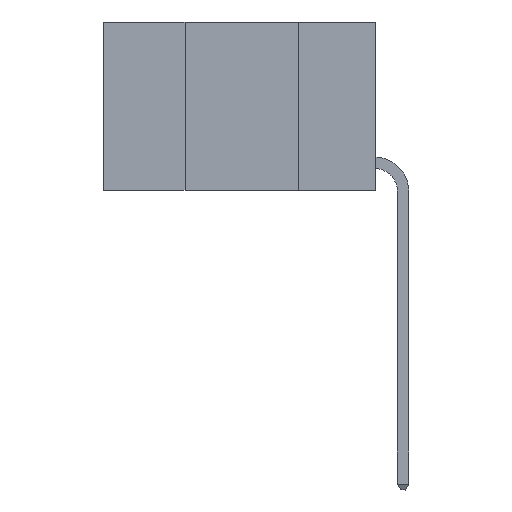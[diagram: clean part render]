
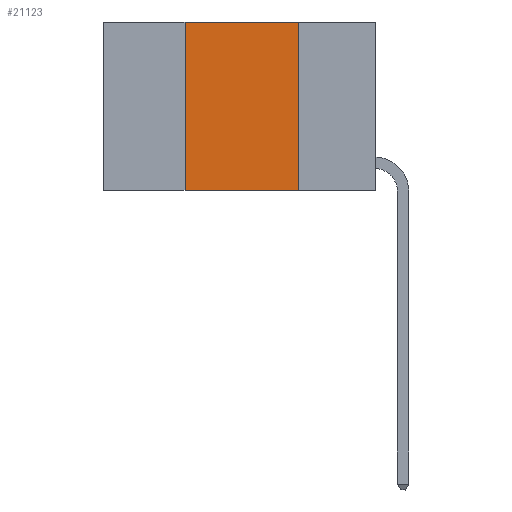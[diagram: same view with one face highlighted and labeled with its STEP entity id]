
A CAD part, left-side view. The second image highlights one B-rep face of the part: STEP entity #21123.
In plain terms, the highlighted planar face has unit normal (-1, 0, 0).
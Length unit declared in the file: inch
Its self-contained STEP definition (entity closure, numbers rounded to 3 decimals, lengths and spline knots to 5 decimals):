
#1771 = DIRECTION ( 'NONE',  ( 0., 0., -1. ) ) ;
#2037 = VERTEX_POINT ( 'NONE', #8262 ) ;
#2166 = LINE ( 'NONE', #19468, #11262 ) ;
#2369 = LINE ( 'NONE', #19505, #21028 ) ;
#2536 = CARTESIAN_POINT ( 'NONE',  ( 0., 0.6, 0. ) ) ;
#2895 = EDGE_CURVE ( 'NONE', #2037, #21847, #2166, .T. ) ;
#5024 = PLANE ( 'NONE',  #21417 ) ;
#5380 = VERTEX_POINT ( 'NONE', #13265 ) ;
#6210 = LINE ( 'NONE', #2536, #14689 ) ;
#6619 = ORIENTED_EDGE ( 'NONE', *, *, #12477, .F. ) ;
#6832 = DIRECTION ( 'NONE',  ( 1., 0., 0. ) ) ;
#6890 = DIRECTION ( 'NONE',  ( 0., 0., 1. ) ) ;
#8262 = CARTESIAN_POINT ( 'NONE',  ( 0., 0.42, -0.37 ) ) ;
#10395 = CARTESIAN_POINT ( 'NONE',  ( 0., 0.6, 0. ) ) ;
#10888 = LINE ( 'NONE', #16291, #16276 ) ;
#11262 = VECTOR ( 'NONE', #21265, 39.37008 ) ;
#11590 = EDGE_LOOP ( 'NONE', ( #17072, #13641, #6619, #15221 ) ) ;
#12477 = EDGE_CURVE ( 'NONE', #2037, #5380, #2369, .T. ) ;
#12598 = CARTESIAN_POINT ( 'NONE',  ( 0., 0.17, -0.37 ) ) ;
#13265 = CARTESIAN_POINT ( 'NONE',  ( 0., 0.42, 0. ) ) ;
#13641 = ORIENTED_EDGE ( 'NONE', *, *, #22849, .F. ) ;
#14689 = VECTOR ( 'NONE', #20495, 39.37008 ) ;
#14844 = EDGE_CURVE ( 'NONE', #19965, #21847, #10888, .T. ) ;
#15221 = ORIENTED_EDGE ( 'NONE', *, *, #2895, .T. ) ;
#16276 = VECTOR ( 'NONE', #1771, 39.37008 ) ;
#16291 = CARTESIAN_POINT ( 'NONE',  ( 0., 0.17, 0. ) ) ;
#16704 = CARTESIAN_POINT ( 'NONE',  ( 0., 0.17, 0. ) ) ;
#17072 = ORIENTED_EDGE ( 'NONE', *, *, #14844, .F. ) ;
#19450 = DIRECTION ( 'NONE',  ( 0., 0., -1. ) ) ;
#19468 = CARTESIAN_POINT ( 'NONE',  ( 0., 0.6, -0.37 ) ) ;
#19505 = CARTESIAN_POINT ( 'NONE',  ( 0., 0.42, 0. ) ) ;
#19965 = VERTEX_POINT ( 'NONE', #16704 ) ;
#20495 = DIRECTION ( 'NONE',  ( 0., -1., 0. ) ) ;
#20947 = FACE_OUTER_BOUND ( 'NONE', #11590, .T. ) ;
#21028 = VECTOR ( 'NONE', #6890, 39.37008 ) ;
#21123 = ADVANCED_FACE ( 'NONE', ( #20947 ), #5024, .F. ) ;
#21265 = DIRECTION ( 'NONE',  ( 0., -1., 0. ) ) ;
#21417 = AXIS2_PLACEMENT_3D ( 'NONE', #10395, #6832, #19450 ) ;
#21847 = VERTEX_POINT ( 'NONE', #12598 ) ;
#22849 = EDGE_CURVE ( 'NONE', #5380, #19965, #6210, .T. ) ;
